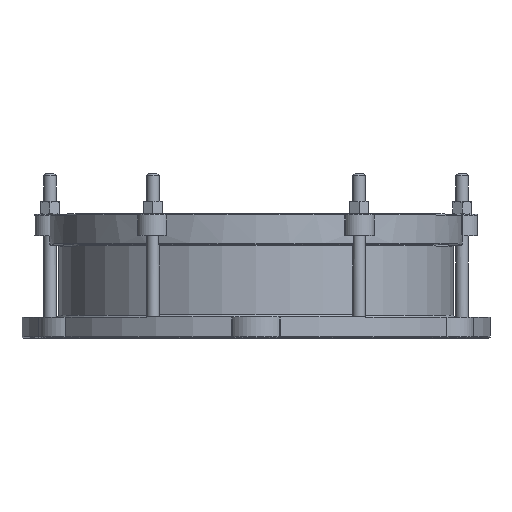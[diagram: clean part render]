
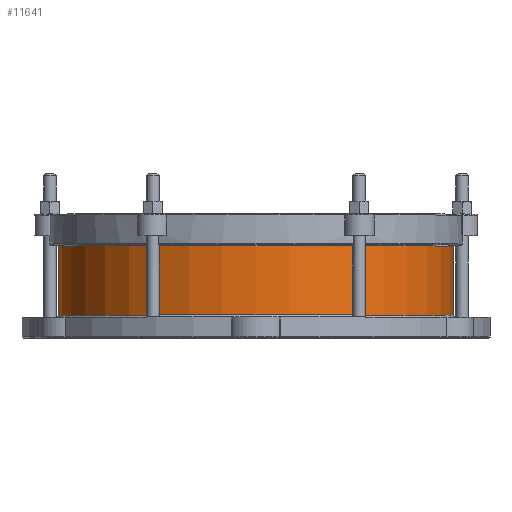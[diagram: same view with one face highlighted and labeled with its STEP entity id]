
A CAD part, top view. The second image highlights one B-rep face of the part: STEP entity #11641.
In plain terms, the highlighted cylindrical face has radius 191 mm (diameter 382 mm), a full revolution.
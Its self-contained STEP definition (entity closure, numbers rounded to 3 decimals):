
#215=CYLINDRICAL_SURFACE('',#12475,191.);
#596=CIRCLE('',#12473,191.);
#597=CIRCLE('',#12474,191.);
#598=CIRCLE('',#12476,191.);
#1544=FACE_OUTER_BOUND('',#2256,.T.);
#2256=EDGE_LOOP('',(#8653,#8654,#8655,#8656,#8657));
#3392=LINE('',#19990,#4125);
#4125=VECTOR('',#14508,191.);
#4983=VERTEX_POINT('',#19983);
#4984=VERTEX_POINT('',#19985);
#4985=VERTEX_POINT('',#19989);
#6284=EDGE_CURVE('',#4983,#4984,#596,.T.);
#6285=EDGE_CURVE('',#4984,#4983,#597,.T.);
#6286=EDGE_CURVE('',#4984,#4985,#3392,.T.);
#6287=EDGE_CURVE('',#4985,#4985,#598,.T.);
#8653=ORIENTED_EDGE('',*,*,#6284,.F.);
#8654=ORIENTED_EDGE('',*,*,#6285,.F.);
#8655=ORIENTED_EDGE('',*,*,#6286,.T.);
#8656=ORIENTED_EDGE('',*,*,#6287,.F.);
#8657=ORIENTED_EDGE('',*,*,#6286,.F.);
#11641=ADVANCED_FACE('',(#1544),#215,.T.);
#12473=AXIS2_PLACEMENT_3D('',#19986,#14502,#14503);
#12474=AXIS2_PLACEMENT_3D('',#19987,#14504,#14505);
#12475=AXIS2_PLACEMENT_3D('',#19988,#14506,#14507);
#12476=AXIS2_PLACEMENT_3D('',#19991,#14509,#14510);
#14502=DIRECTION('center_axis',(0.,1.,0.));
#14503=DIRECTION('ref_axis',(1.,0.,0.));
#14504=DIRECTION('center_axis',(0.,1.,0.));
#14505=DIRECTION('ref_axis',(1.,0.,0.));
#14506=DIRECTION('center_axis',(0.,1.,0.));
#14507=DIRECTION('ref_axis',(-1.,0.,0.));
#14508=DIRECTION('',(0.,-1.,0.));
#14509=DIRECTION('center_axis',(0.,-1.,0.));
#14510=DIRECTION('ref_axis',(-1.,0.,0.));
#19983=CARTESIAN_POINT('',(0.,89.,-191.));
#19985=CARTESIAN_POINT('',(191.,89.,0.));
#19986=CARTESIAN_POINT('Origin',(0.,89.,0.));
#19987=CARTESIAN_POINT('Origin',(0.,89.,0.));
#19988=CARTESIAN_POINT('Origin',(0.,0.,0.));
#19989=CARTESIAN_POINT('',(191.,22.,0.));
#19990=CARTESIAN_POINT('',(191.,0.,0.));
#19991=CARTESIAN_POINT('Origin',(0.,22.,0.));
